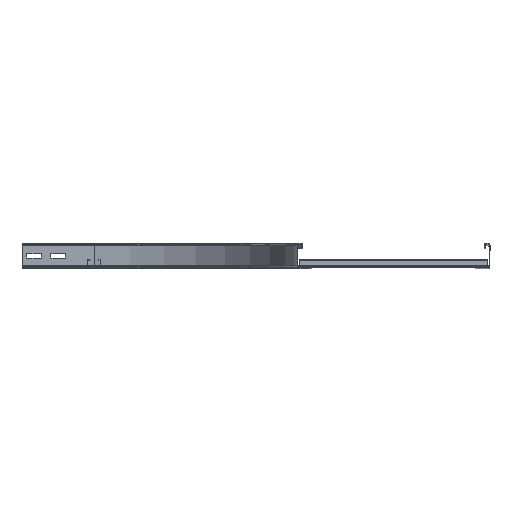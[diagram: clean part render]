
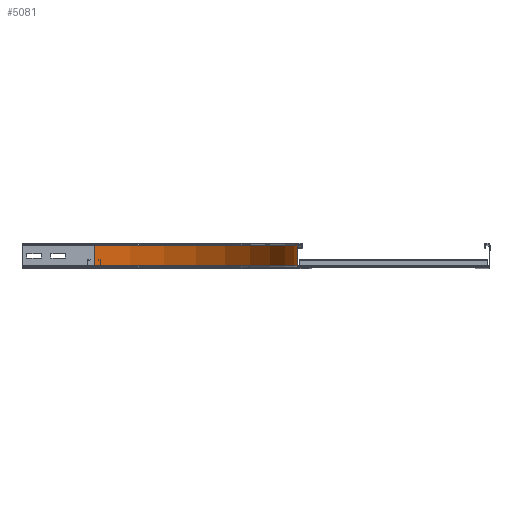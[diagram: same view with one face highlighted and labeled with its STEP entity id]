
A CAD part, top view. The second image highlights one B-rep face of the part: STEP entity #5081.
In plain terms, the highlighted cylindrical face has radius 420 mm (diameter 840 mm), a partial arc.
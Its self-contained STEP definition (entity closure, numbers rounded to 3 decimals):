
#164=CIRCLE('',#5508,420.);
#166=CIRCLE('',#5511,420.);
#264=CYLINDRICAL_SURFACE('',#5510,420.);
#346=FACE_OUTER_BOUND('',#654,.T.);
#654=EDGE_LOOP('',(#3524,#3525,#3526,#3527));
#1039=LINE('',#7491,#1649);
#1060=LINE('',#7552,#1670);
#1649=VECTOR('',#6015,10.);
#1670=VECTOR('',#6080,10.);
#2242=VERTEX_POINT('',#7484);
#2244=VERTEX_POINT('',#7490);
#2261=VERTEX_POINT('',#7546);
#2262=VERTEX_POINT('',#7550);
#2699=EDGE_CURVE('',#2242,#2244,#1039,.T.);
#2727=EDGE_CURVE('',#2261,#2242,#164,.T.);
#2729=EDGE_CURVE('',#2262,#2244,#166,.T.);
#2730=EDGE_CURVE('',#2261,#2262,#1060,.T.);
#3524=ORIENTED_EDGE('',*,*,#2699,.T.);
#3525=ORIENTED_EDGE('',*,*,#2729,.F.);
#3526=ORIENTED_EDGE('',*,*,#2730,.F.);
#3527=ORIENTED_EDGE('',*,*,#2727,.T.);
#5081=ADVANCED_FACE('',(#346),#264,.F.);
#5508=AXIS2_PLACEMENT_3D('',#7547,#6072,#6073);
#5510=AXIS2_PLACEMENT_3D('',#7549,#6076,#6077);
#5511=AXIS2_PLACEMENT_3D('',#7551,#6078,#6079);
#6015=DIRECTION('',(0.,1.,0.));
#6072=DIRECTION('center_axis',(0.,-1.,0.));
#6073=DIRECTION('ref_axis',(-1.,0.,0.));
#6076=DIRECTION('center_axis',(0.,-1.,0.));
#6077=DIRECTION('ref_axis',(-1.,0.,0.));
#6078=DIRECTION('center_axis',(0.,-1.,0.));
#6079=DIRECTION('ref_axis',(-1.,0.,0.));
#6080=DIRECTION('',(0.,1.,0.));
#7484=CARTESIAN_POINT('',(451.,4.,-420.));
#7490=CARTESIAN_POINT('',(451.,46.,-420.));
#7491=CARTESIAN_POINT('',(451.,46.,-420.));
#7546=CARTESIAN_POINT('',(31.,4.,0.));
#7547=CARTESIAN_POINT('Origin',(451.,4.,0.));
#7549=CARTESIAN_POINT('Origin',(451.,21.188,0.));
#7550=CARTESIAN_POINT('',(31.,46.,0.));
#7551=CARTESIAN_POINT('Origin',(451.,46.,0.));
#7552=CARTESIAN_POINT('',(31.,-27.524,0.));
